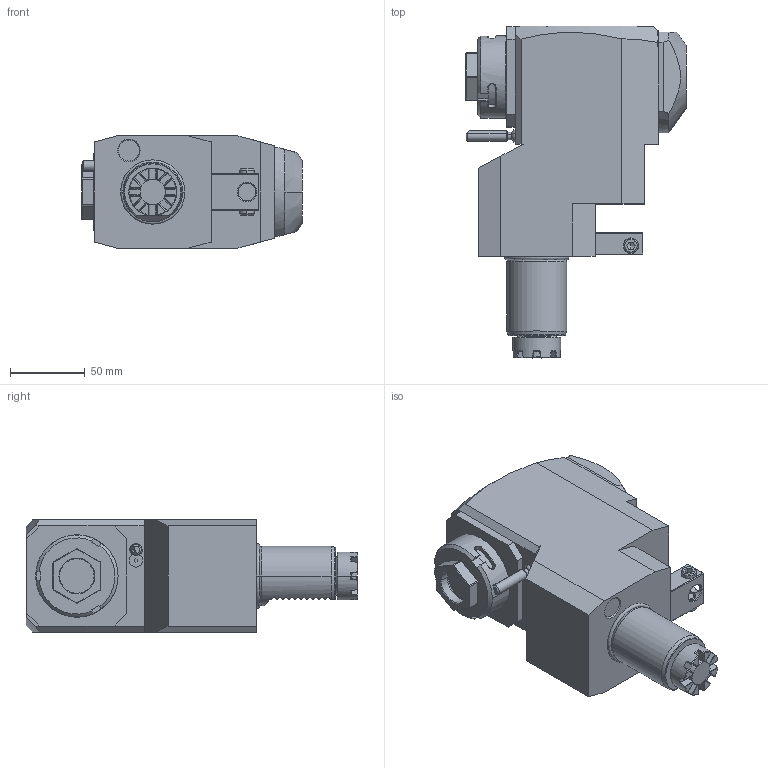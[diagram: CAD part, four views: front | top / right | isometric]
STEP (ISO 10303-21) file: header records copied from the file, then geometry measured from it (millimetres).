
FILE_DESCRIPTION((''),'2;1');
FILE_NAME('NGT1_40_445_32_1_2_120T','2024-10-29T',('vali'),('NOVA GRUP'),'PRO/ENGINEER BY PARAMETRIC TECHNOLOGY CORPORATION, 2010280','PRO/ENGINEER BY PARAMETRIC TECHNOLOGY CORPORATION, 2010280','');
FILE_SCHEMA(('CONFIG_CONTROL_DESIGN'));
Length unit declared in the file: millimetre
Products named in the file (1): NGT1_40_445_32_1_2_120T
Bounding box: 147.5 x 222 x 75 mm (x, y, z)
Volume: 1272152.7 mm3; surface area: 90468.5 mm2
Topology: 1 solids, 1 shells, 411 faces, 1132 edges, 737 vertices
Faces by surface type: plane 231, cone 79, cylinder 72, bspline 22, torus 5, sphere 2
Entity records: 16051 total; most frequent: CARTESIAN_POINT 6090, ORIENTED_EDGE 2256, DIRECTION 1798, EDGE_CURVE 1128, VERTEX_POINT 737, AXIS2_PLACEMENT_3D 618, VECTOR 562, LINE 562
